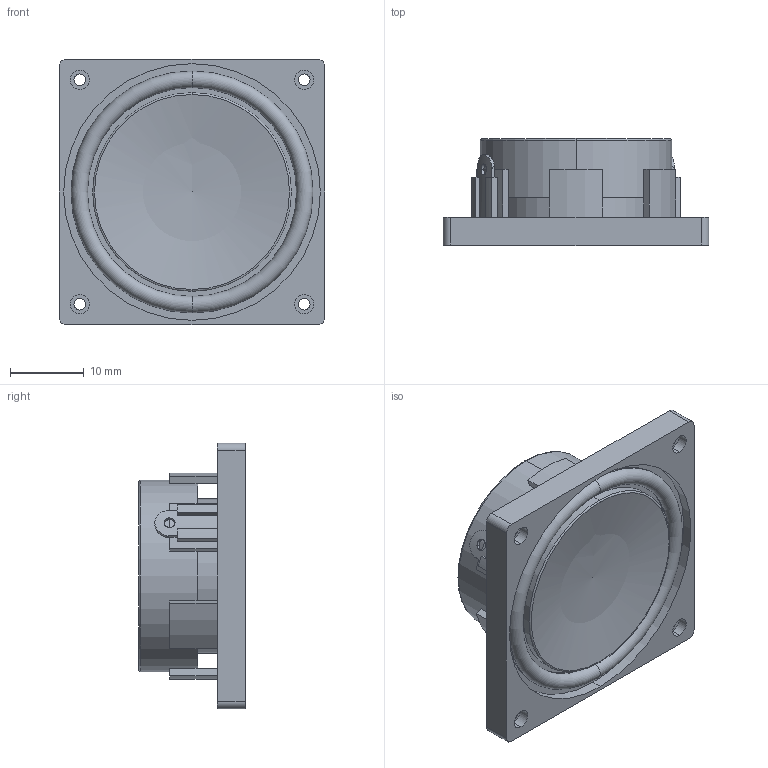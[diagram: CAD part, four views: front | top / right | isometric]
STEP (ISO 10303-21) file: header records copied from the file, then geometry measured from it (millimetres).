
FILE_DESCRIPTION (( 'STEP AP214' ), '1' );
FILE_NAME ('CUI_DEVICES_CMS0361KLX.step', '2019-10-20T22:01:47', ( '' ), ( '' ), 'SwSTEP 2.0', 'SolidWorks 2019', '' );
FILE_SCHEMA (( 'AUTOMOTIVE_DESIGN' ));
Length unit declared in the file: inch
Products named in the file (1): CUI_DEVICES_CMS0361KLX
Bounding box: 36.1 x 14.5 x 36.1 mm (x, y, z)
Volume: 9324.2 mm3; surface area: 7388.8 mm2
Topology: 5 solids, 5 shells, 125 faces, 315 edges, 207 vertices
Faces by surface type: cylinder 61, plane 57, torus 6, sphere 1
Entity records: 4999 total; most frequent: CARTESIAN_POINT 853, DIRECTION 685, ORIENTED_EDGE 626, EDGE_CURVE 313, AXIS2_PLACEMENT_3D 262, VERTEX_POINT 206, VECTOR 161, LINE 161
